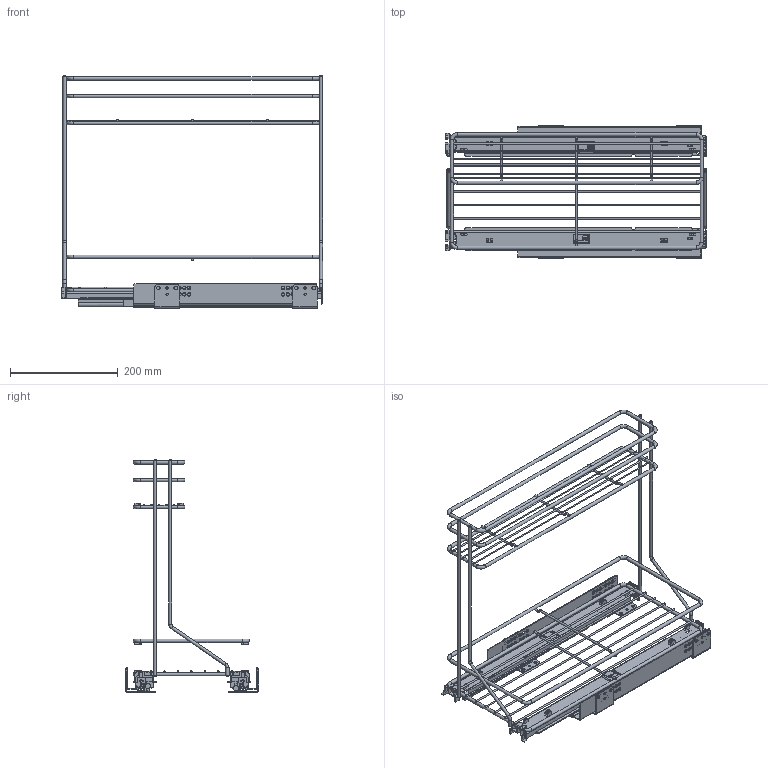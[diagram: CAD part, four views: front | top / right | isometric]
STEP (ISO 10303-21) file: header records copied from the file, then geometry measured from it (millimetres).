
FILE_DESCRIPTION((''),'2;1');
FILE_NAME('38750014.stp','2021-06-14T09:42:53',('rguerrero'),(''),'Autodesk Inventor 2010','Autodesk Inventor 2010','');
FILE_SCHEMA(('AUTOMOTIVE_DESIGN { 1 0 10303 214 1 1 1 1 }'));
Length unit declared in the file: metre
Products named in the file (29): 38750014; QUADRO V6 480 EB20 SS DCHA; FUNDA QUADRO 480 EB20 DCHA; CENTRO GUIA CUADRO; piston DERECHA; QUADRO V6 480 EB20 SS IZQDA_M; FUNDA QUADRO 480 EB20 IZQDA_M; fijacion basal 007; BOTELLERO FUNDA IZQDA_MIR; CM87190 MOD ACC DE LIMPIEZA; CM87190 MOD ACC DE LIMPIEZA_1; CM87190 MOD ACC DE LIMPIEZA_2; CM87190 MOD ACC DE LIMPIEZA_3; CM87190 MOD ACC DE LIMPIEZA_4; CM87190 MOD ACC DE LIMPIEZA_5; CM87190 MOD ACC DE LIMPIEZA_6; CM87190 MOD ACC DE LIMPIEZA_7; CM87190 MOD ACC DE LIMPIEZA_8; CM87190 MOD ACC DE LIMPIEZA_9; CM87190 MOD ACC DE LIMPIEZA_10; CM87190 MOD ACC DE LIMPIEZA_11; CM87190 MOD ACC DE LIMPIEZA_12; CM87190 MOD ACC DE LIMPIEZA_13; CM87190 MOD ACC DE LIMPIEZA_14; CM87190 MOD ACC DE LIMPIEZA_15; CM87190 MOD ACC DE LIMPIEZA_16; CM87190 MOD ACC DE LIMPIEZA_17; BOTELLERO FUNDA DCHA; CLIP SUPERIOR
Assembly tree (34 placements, depth 3):
  38750014
    QUADRO V6 480 EB20 SS DCHA
      FUNDA QUADRO 480 EB20 DCHA
      CENTRO GUIA CUADRO
      piston DERECHA
    QUADRO V6 480 EB20 SS IZQDA_M
      FUNDA QUADRO 480 EB20 IZQDA_M
      CENTRO GUIA CUADRO
      piston DERECHA
    fijacion basal 007  x4
    BOTELLERO FUNDA IZQDA_MIR
    CM87190 MOD ACC DE LIMPIEZA
    CM87190 MOD ACC DE LIMPIEZA_1
    CM87190 MOD ACC DE LIMPIEZA_2
    CM87190 MOD ACC DE LIMPIEZA_3
    CM87190 MOD ACC DE LIMPIEZA_4
    CM87190 MOD ACC DE LIMPIEZA_5
    CM87190 MOD ACC DE LIMPIEZA_6
    CM87190 MOD ACC DE LIMPIEZA_7
    CM87190 MOD ACC DE LIMPIEZA_8
    CM87190 MOD ACC DE LIMPIEZA_9
    CM87190 MOD ACC DE LIMPIEZA_10
    CM87190 MOD ACC DE LIMPIEZA_11
    CM87190 MOD ACC DE LIMPIEZA_12
    CM87190 MOD ACC DE LIMPIEZA_13
    CM87190 MOD ACC DE LIMPIEZA_14
    CM87190 MOD ACC DE LIMPIEZA_15
    CM87190 MOD ACC DE LIMPIEZA_16
    CM87190 MOD ACC DE LIMPIEZA_17
    BOTELLERO FUNDA DCHA
    CLIP SUPERIOR  x2
Bounding box: 484.5 x 248.02 x 431.9 mm (x, y, z)
Volume: 623050.7 mm3; surface area: 566488.4 mm2
Topology: 32 solids, 32 shells, 1162 faces, 3034 edges, 1935 vertices
Faces by surface type: plane 552, cylinder 459, torus 92, sphere 28, bspline 23, cone 8
Full cylindrical faces by diameter (mm): 2.4 x5, 3 x7, 3.9 x25, 4.134 x12, 5.8 x8, 6.3 x48, 6.4 x20, 6.5 x16
Entity records: 30872 total; most frequent: CARTESIAN_POINT 6335, DIRECTION 5029, ORIENTED_EDGE 4476, EDGE_CURVE 2238, AXIS2_PLACEMENT_3D 1854, VERTEX_POINT 1535, VECTOR 1321, LINE 1321
